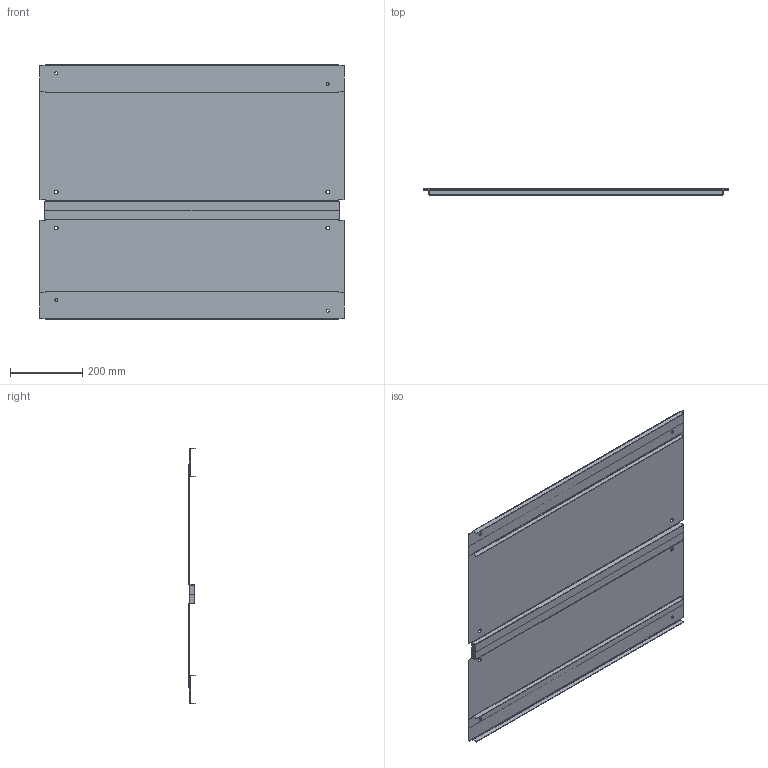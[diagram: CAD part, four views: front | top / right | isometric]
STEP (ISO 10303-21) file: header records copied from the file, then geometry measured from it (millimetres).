
FILE_DESCRIPTION(('STEP AP242'),'1');
FILE_NAME('nsyec1081.stp','2021-09-07T12:57:28',('TraceParts'),('TraceParts S.A.'),'Spatial InterOp 3D',' ',' ');
FILE_SCHEMA(('AP242_MANAGED_MODEL_BASED_3D_ENGINEERING_MIM_LF {1 0 10303 442 1 1 4}'));
Length unit declared in the file: millimetre
Products named in the file (1): nsyec1081_1
Bounding box: 844 x 17 x 710 mm (x, y, z)
Volume: 1630602.2 mm3; surface area: 1501400.2 mm2
Topology: 6 solids, 6 shells, 132 faces, 320 edges, 208 vertices
Faces by surface type: plane 96, cylinder 36
Entity records: 6559 total; most frequent: DIRECTION 670, CARTESIAN_POINT 651, ORIENTED_EDGE 624, STYLED_ITEM 458, PRESENTATION_STYLE_ASSIGNMENT 458, COLOUR_RGB 458, CURVE_STYLE 320, DRAUGHTING_PRE_DEFINED_CURVE_FONT 320
